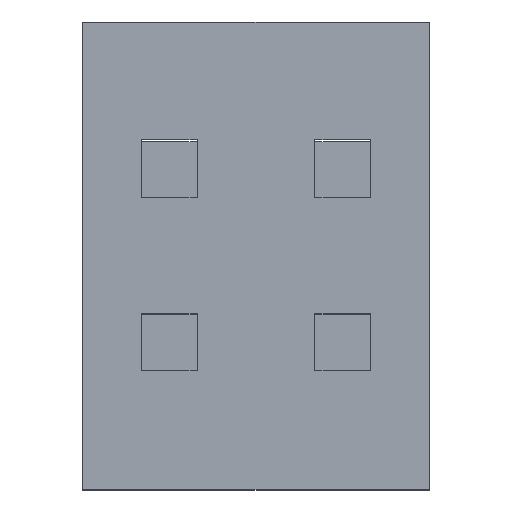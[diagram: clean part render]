
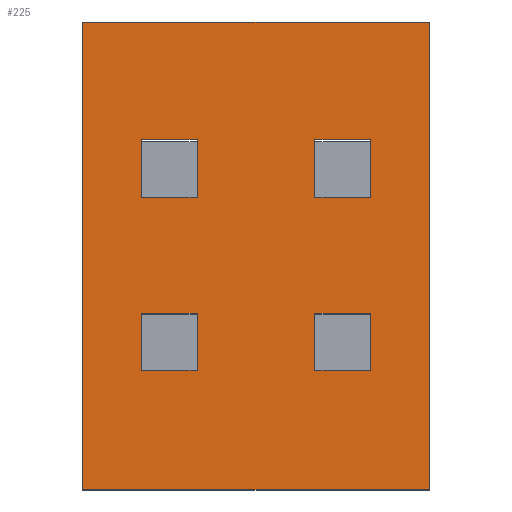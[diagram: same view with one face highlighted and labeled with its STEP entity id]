
A CAD part, front view. The second image highlights one B-rep face of the part: STEP entity #225.
In plain terms, the highlighted planar face has unit normal (0, -1, 0).
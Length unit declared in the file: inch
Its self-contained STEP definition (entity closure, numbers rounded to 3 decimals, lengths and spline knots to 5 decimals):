
#225 = ADVANCED_FACE( '', ( #472, #473, #474, #475, #476 ), #477, .F. );
#472 = FACE_BOUND( '', #758, .T. );
#473 = FACE_BOUND( '', #759, .T. );
#474 = FACE_BOUND( '', #760, .T. );
#475 = FACE_BOUND( '', #761, .T. );
#476 = FACE_OUTER_BOUND( '', #762, .T. );
#477 = PLANE( '', #763 );
#758 = EDGE_LOOP( '', ( #1194, #1195, #1196, #1197 ) );
#759 = EDGE_LOOP( '', ( #1198, #1199, #1200, #1201 ) );
#760 = EDGE_LOOP( '', ( #1202, #1203, #1204, #1205 ) );
#761 = EDGE_LOOP( '', ( #1206, #1207, #1208, #1209 ) );
#762 = EDGE_LOOP( '', ( #1210, #1211, #1212, #1213 ) );
#763 = AXIS2_PLACEMENT_3D( '', #1214, #1215, #1216 );
#1194 = ORIENTED_EDGE( '', *, *, #1910, .T. );
#1195 = ORIENTED_EDGE( '', *, *, #1911, .T. );
#1196 = ORIENTED_EDGE( '', *, *, #1912, .T. );
#1197 = ORIENTED_EDGE( '', *, *, #1793, .T. );
#1198 = ORIENTED_EDGE( '', *, *, #1913, .T. );
#1199 = ORIENTED_EDGE( '', *, *, #1914, .T. );
#1200 = ORIENTED_EDGE( '', *, *, #1915, .T. );
#1201 = ORIENTED_EDGE( '', *, *, #1876, .T. );
#1202 = ORIENTED_EDGE( '', *, *, #1916, .T. );
#1203 = ORIENTED_EDGE( '', *, *, #1917, .T. );
#1204 = ORIENTED_EDGE( '', *, *, #1819, .T. );
#1205 = ORIENTED_EDGE( '', *, *, #1918, .T. );
#1206 = ORIENTED_EDGE( '', *, *, #1829, .T. );
#1207 = ORIENTED_EDGE( '', *, *, #1919, .T. );
#1208 = ORIENTED_EDGE( '', *, *, #1920, .T. );
#1209 = ORIENTED_EDGE( '', *, *, #1921, .T. );
#1210 = ORIENTED_EDGE( '', *, *, #1922, .F. );
#1211 = ORIENTED_EDGE( '', *, *, #1923, .F. );
#1212 = ORIENTED_EDGE( '', *, *, #1924, .F. );
#1213 = ORIENTED_EDGE( '', *, *, #1856, .F. );
#1214 = CARTESIAN_POINT( '', ( 0., 0., 0. ) );
#1215 = DIRECTION( '', ( 0., 1., 0. ) );
#1216 = DIRECTION( '', ( 0., 0., 1. ) );
#1793 = EDGE_CURVE( '', #2136, #2137, #2138, .T. );
#1819 = EDGE_CURVE( '', #2179, #2180, #2181, .T. );
#1829 = EDGE_CURVE( '', #2197, #2198, #2199, .T. );
#1856 = EDGE_CURVE( '', #2238, #2236, #2240, .T. );
#1876 = EDGE_CURVE( '', #2274, #2275, #2276, .T. );
#1910 = EDGE_CURVE( '', #2137, #2329, #2330, .T. );
#1911 = EDGE_CURVE( '', #2329, #2331, #2332, .T. );
#1912 = EDGE_CURVE( '', #2331, #2136, #2333, .T. );
#1913 = EDGE_CURVE( '', #2275, #2334, #2335, .T. );
#1914 = EDGE_CURVE( '', #2334, #2336, #2337, .T. );
#1915 = EDGE_CURVE( '', #2336, #2274, #2338, .T. );
#1916 = EDGE_CURVE( '', #2339, #2340, #2341, .T. );
#1917 = EDGE_CURVE( '', #2340, #2179, #2342, .T. );
#1918 = EDGE_CURVE( '', #2180, #2339, #2343, .T. );
#1919 = EDGE_CURVE( '', #2198, #2344, #2345, .T. );
#1920 = EDGE_CURVE( '', #2344, #2346, #2347, .T. );
#1921 = EDGE_CURVE( '', #2346, #2197, #2348, .T. );
#1922 = EDGE_CURVE( '', #2349, #2238, #2350, .T. );
#1923 = EDGE_CURVE( '', #2351, #2349, #2352, .T. );
#1924 = EDGE_CURVE( '', #2236, #2351, #2353, .T. );
#2136 = VERTEX_POINT( '', #2627 );
#2137 = VERTEX_POINT( '', #2628 );
#2138 = LINE( '', #2629, #2630 );
#2179 = VERTEX_POINT( '', #2692 );
#2180 = VERTEX_POINT( '', #2693 );
#2181 = LINE( '', #2694, #2695 );
#2197 = VERTEX_POINT( '', #2718 );
#2198 = VERTEX_POINT( '', #2719 );
#2199 = LINE( '', #2720, #2721 );
#2236 = VERTEX_POINT( '', #2776 );
#2238 = VERTEX_POINT( '', #2779 );
#2240 = LINE( '', #2782, #2783 );
#2274 = VERTEX_POINT( '', #2834 );
#2275 = VERTEX_POINT( '', #2835 );
#2276 = LINE( '', #2836, #2837 );
#2329 = VERTEX_POINT( '', #2916 );
#2330 = LINE( '', #2917, #2918 );
#2331 = VERTEX_POINT( '', #2919 );
#2332 = LINE( '', #2920, #2921 );
#2333 = LINE( '', #2922, #2923 );
#2334 = VERTEX_POINT( '', #2924 );
#2335 = LINE( '', #2925, #2926 );
#2336 = VERTEX_POINT( '', #2927 );
#2337 = LINE( '', #2928, #2929 );
#2338 = LINE( '', #2930, #2931 );
#2339 = VERTEX_POINT( '', #2932 );
#2340 = VERTEX_POINT( '', #2933 );
#2341 = LINE( '', #2934, #2935 );
#2342 = LINE( '', #2936, #2937 );
#2343 = LINE( '', #2938, #2939 );
#2344 = VERTEX_POINT( '', #2940 );
#2345 = LINE( '', #2941, #2942 );
#2346 = VERTEX_POINT( '', #2943 );
#2347 = LINE( '', #2944, #2945 );
#2348 = LINE( '', #2946, #2947 );
#2349 = VERTEX_POINT( '', #2948 );
#2350 = LINE( '', #2949, #2950 );
#2351 = VERTEX_POINT( '', #2951 );
#2352 = LINE( '', #2952, #2953 );
#2353 = LINE( '', #2954, #2955 );
#2627 = CARTESIAN_POINT( '', ( -0.017, 0., 0.0175 ) );
#2628 = CARTESIAN_POINT( '', ( -0.033, 0., 0.0175 ) );
#2629 = CARTESIAN_POINT( '', ( -0.017, 0., 0.0175 ) );
#2630 = VECTOR( '', #3267, 39.37008 );
#2692 = CARTESIAN_POINT( '', ( 0.033, 0., 0.0335 ) );
#2693 = CARTESIAN_POINT( '', ( 0.033, 0., 0.0175 ) );
#2694 = CARTESIAN_POINT( '', ( 0.033, 0., 0.0335 ) );
#2695 = VECTOR( '', #3289, 39.37008 );
#2718 = CARTESIAN_POINT( '', ( 0.017, 0., -0.0325 ) );
#2719 = CARTESIAN_POINT( '', ( 0.017, 0., -0.0165 ) );
#2720 = CARTESIAN_POINT( '', ( 0.017, 0., -0.0325 ) );
#2721 = VECTOR( '', #3297, 39.37008 );
#2776 = CARTESIAN_POINT( '', ( 0.05, 0., 0.0675 ) );
#2779 = CARTESIAN_POINT( '', ( -0.05, 0., 0.0675 ) );
#2782 = CARTESIAN_POINT( '', ( -0.05, 0., 0.0675 ) );
#2783 = VECTOR( '', #3318, 39.37008 );
#2834 = CARTESIAN_POINT( '', ( -0.017, 0., -0.0325 ) );
#2835 = CARTESIAN_POINT( '', ( -0.033, 0., -0.0325 ) );
#2836 = CARTESIAN_POINT( '', ( -0.017, 0., -0.0325 ) );
#2837 = VECTOR( '', #3336, 39.37008 );
#2916 = CARTESIAN_POINT( '', ( -0.033, 0., 0.0335 ) );
#2917 = CARTESIAN_POINT( '', ( -0.033, 0., 0.0175 ) );
#2918 = VECTOR( '', #3363, 39.37008 );
#2919 = CARTESIAN_POINT( '', ( -0.017, 0., 0.0335 ) );
#2920 = CARTESIAN_POINT( '', ( -0.033, 0., 0.0335 ) );
#2921 = VECTOR( '', #3364, 39.37008 );
#2922 = CARTESIAN_POINT( '', ( -0.017, 0., 0.0335 ) );
#2923 = VECTOR( '', #3365, 39.37008 );
#2924 = CARTESIAN_POINT( '', ( -0.033, 0., -0.0165 ) );
#2925 = CARTESIAN_POINT( '', ( -0.033, 0., -0.0325 ) );
#2926 = VECTOR( '', #3366, 39.37008 );
#2927 = CARTESIAN_POINT( '', ( -0.017, 0., -0.0165 ) );
#2928 = CARTESIAN_POINT( '', ( -0.033, 0., -0.0165 ) );
#2929 = VECTOR( '', #3367, 39.37008 );
#2930 = CARTESIAN_POINT( '', ( -0.017, 0., -0.0165 ) );
#2931 = VECTOR( '', #3368, 39.37008 );
#2932 = CARTESIAN_POINT( '', ( 0.017, 0., 0.0175 ) );
#2933 = CARTESIAN_POINT( '', ( 0.017, 0., 0.0335 ) );
#2934 = CARTESIAN_POINT( '', ( 0.017, 0., 0.0175 ) );
#2935 = VECTOR( '', #3369, 39.37008 );
#2936 = CARTESIAN_POINT( '', ( 0.017, 0., 0.0335 ) );
#2937 = VECTOR( '', #3370, 39.37008 );
#2938 = CARTESIAN_POINT( '', ( 0.033, 0., 0.0175 ) );
#2939 = VECTOR( '', #3371, 39.37008 );
#2940 = CARTESIAN_POINT( '', ( 0.033, 0., -0.0165 ) );
#2941 = CARTESIAN_POINT( '', ( 0.017, 0., -0.0165 ) );
#2942 = VECTOR( '', #3372, 39.37008 );
#2943 = CARTESIAN_POINT( '', ( 0.033, 0., -0.0325 ) );
#2944 = CARTESIAN_POINT( '', ( 0.033, 0., -0.0165 ) );
#2945 = VECTOR( '', #3373, 39.37008 );
#2946 = CARTESIAN_POINT( '', ( 0.033, 0., -0.0325 ) );
#2947 = VECTOR( '', #3374, 39.37008 );
#2948 = CARTESIAN_POINT( '', ( -0.05, 0., -0.0675 ) );
#2949 = CARTESIAN_POINT( '', ( -0.05, 0., -0.0675 ) );
#2950 = VECTOR( '', #3375, 39.37008 );
#2951 = CARTESIAN_POINT( '', ( 0.05, 0., -0.0675 ) );
#2952 = CARTESIAN_POINT( '', ( 0.05, 0., -0.0675 ) );
#2953 = VECTOR( '', #3376, 39.37008 );
#2954 = CARTESIAN_POINT( '', ( 0.05, 0., 0.0675 ) );
#2955 = VECTOR( '', #3377, 39.37008 );
#3267 = DIRECTION( '', ( -1., 0., 0. ) );
#3289 = DIRECTION( '', ( 0., 0., -1. ) );
#3297 = DIRECTION( '', ( 0., 0., 1. ) );
#3318 = DIRECTION( '', ( 1., 0., 0. ) );
#3336 = DIRECTION( '', ( -1., 0., 0. ) );
#3363 = DIRECTION( '', ( 0., 0., 1. ) );
#3364 = DIRECTION( '', ( 1., 0., 0. ) );
#3365 = DIRECTION( '', ( 0., 0., -1. ) );
#3366 = DIRECTION( '', ( 0., 0., 1. ) );
#3367 = DIRECTION( '', ( 1., 0., 0. ) );
#3368 = DIRECTION( '', ( 0., 0., -1. ) );
#3369 = DIRECTION( '', ( 0., 0., 1. ) );
#3370 = DIRECTION( '', ( 1., 0., 0. ) );
#3371 = DIRECTION( '', ( -1., 0., 0. ) );
#3372 = DIRECTION( '', ( 1., 0., 0. ) );
#3373 = DIRECTION( '', ( 0., 0., -1. ) );
#3374 = DIRECTION( '', ( -1., 0., 0. ) );
#3375 = DIRECTION( '', ( 0., 0., 1. ) );
#3376 = DIRECTION( '', ( -1., 0., 0. ) );
#3377 = DIRECTION( '', ( 0., 0., -1. ) );
